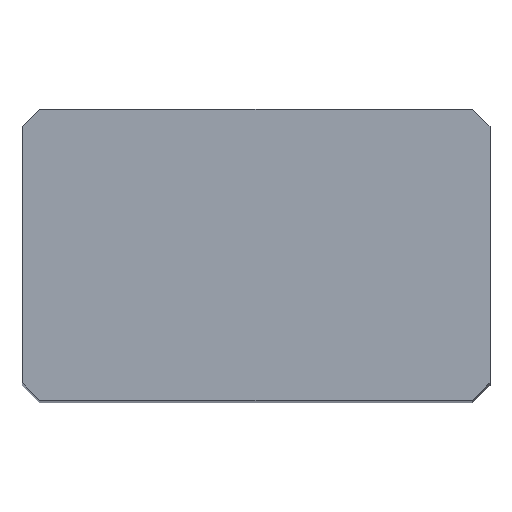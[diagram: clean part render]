
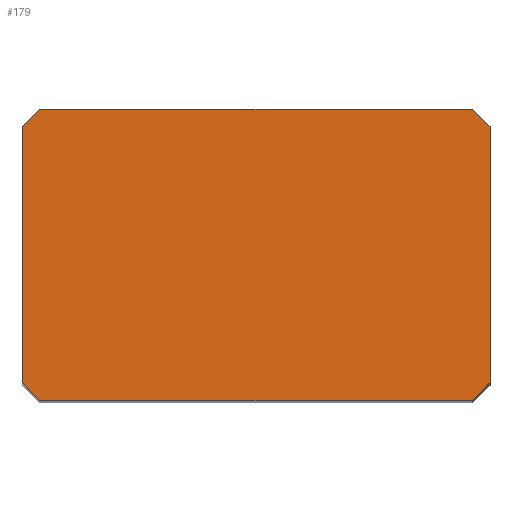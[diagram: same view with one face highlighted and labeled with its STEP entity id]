
A CAD part, top view. The second image highlights one B-rep face of the part: STEP entity #179.
In plain terms, the highlighted planar face has unit normal (0, 0, 1).
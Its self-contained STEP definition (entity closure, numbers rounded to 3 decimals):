
#32 = VERTEX_POINT('',#33);
#33 = CARTESIAN_POINT('',(-200.,-109.5,1200.));
#39 = EDGE_CURVE('',#32,#40,#42,.T.);
#40 = VERTEX_POINT('',#41);
#41 = CARTESIAN_POINT('',(-200.,109.5,1200.));
#42 = LINE('',#43,#44);
#43 = CARTESIAN_POINT('',(-200.,-124.5,1200.));
#44 = VECTOR('',#45,1.);
#45 = DIRECTION('',(0.,1.,0.));
#137 = EDGE_CURVE('',#32,#138,#140,.T.);
#138 = VERTEX_POINT('',#139);
#139 = CARTESIAN_POINT('',(-185.,-124.5,1200.));
#140 = LINE('',#141,#142);
#141 = CARTESIAN_POINT('',(-173.625,-135.875,1200.));
#142 = VECTOR('',#143,1.);
#143 = DIRECTION('',(0.707,-0.707,0.));
#161 = EDGE_CURVE('',#40,#162,#164,.T.);
#162 = VERTEX_POINT('',#163);
#163 = CARTESIAN_POINT('',(-185.,124.5,1200.));
#164 = LINE('',#165,#166);
#165 = CARTESIAN_POINT('',(-173.625,135.875,1200.));
#166 = VECTOR('',#167,1.);
#167 = DIRECTION('',(0.707,0.707,0.));
#179 = ADVANCED_FACE('',(#180),#223,.T.);
#180 = FACE_BOUND('',#181,.T.);
#181 = EDGE_LOOP('',(#182,#183,#184,#192,#200,#208,#216,#222));
#182 = ORIENTED_EDGE('',*,*,#39,.F.);
#183 = ORIENTED_EDGE('',*,*,#137,.T.);
#184 = ORIENTED_EDGE('',*,*,#185,.F.);
#185 = EDGE_CURVE('',#186,#138,#188,.T.);
#186 = VERTEX_POINT('',#187);
#187 = CARTESIAN_POINT('',(185.,-124.5,1200.));
#188 = LINE('',#189,#190);
#189 = CARTESIAN_POINT('',(200.,-124.5,1200.));
#190 = VECTOR('',#191,1.);
#191 = DIRECTION('',(-1.,0.,0.));
#192 = ORIENTED_EDGE('',*,*,#193,.T.);
#193 = EDGE_CURVE('',#186,#194,#196,.T.);
#194 = VERTEX_POINT('',#195);
#195 = CARTESIAN_POINT('',(200.,-109.5,1200.));
#196 = LINE('',#197,#198);
#197 = CARTESIAN_POINT('',(173.625,-135.875,1200.));
#198 = VECTOR('',#199,1.);
#199 = DIRECTION('',(0.707,0.707,0.));
#200 = ORIENTED_EDGE('',*,*,#201,.F.);
#201 = EDGE_CURVE('',#202,#194,#204,.T.);
#202 = VERTEX_POINT('',#203);
#203 = CARTESIAN_POINT('',(200.,109.5,1200.));
#204 = LINE('',#205,#206);
#205 = CARTESIAN_POINT('',(200.,124.5,1200.));
#206 = VECTOR('',#207,1.);
#207 = DIRECTION('',(0.,-1.,0.));
#208 = ORIENTED_EDGE('',*,*,#209,.F.);
#209 = EDGE_CURVE('',#210,#202,#212,.T.);
#210 = VERTEX_POINT('',#211);
#211 = CARTESIAN_POINT('',(185.,124.5,1200.));
#212 = LINE('',#213,#214);
#213 = CARTESIAN_POINT('',(173.625,135.875,1200.));
#214 = VECTOR('',#215,1.);
#215 = DIRECTION('',(0.707,-0.707,0.));
#216 = ORIENTED_EDGE('',*,*,#217,.F.);
#217 = EDGE_CURVE('',#162,#210,#218,.T.);
#218 = LINE('',#219,#220);
#219 = CARTESIAN_POINT('',(-200.,124.5,1200.));
#220 = VECTOR('',#221,1.);
#221 = DIRECTION('',(1.,0.,0.));
#222 = ORIENTED_EDGE('',*,*,#161,.F.);
#223 = PLANE('',#224);
#224 = AXIS2_PLACEMENT_3D('',#225,#226,#227);
#225 = CARTESIAN_POINT('',(0.,0.,1200.)
  );
#226 = DIRECTION('',(0.,0.,1.));
#227 = DIRECTION('',(1.,0.,0.));
